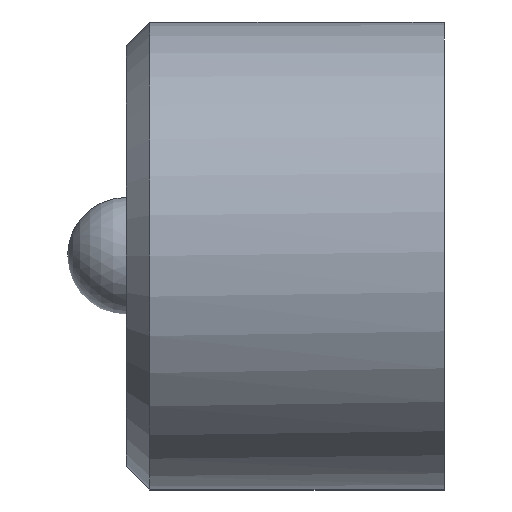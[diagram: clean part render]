
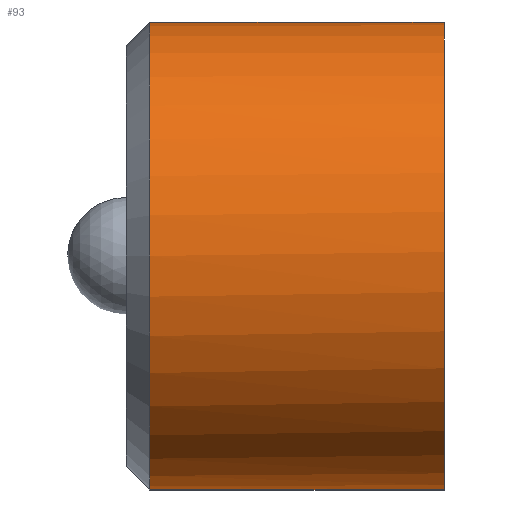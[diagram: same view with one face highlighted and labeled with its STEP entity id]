
A CAD part, front view. The second image highlights one B-rep face of the part: STEP entity #93.
In plain terms, the highlighted cylindrical face has radius 5 mm (diameter 10 mm), a full revolution.
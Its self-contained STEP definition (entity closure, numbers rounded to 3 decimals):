
#27=CARTESIAN_POINT('',(-23.05,13.08,-6.25));
#28=DIRECTION('',(-1.,0.,0.));
#29=DIRECTION('',(0.,0.,1.));
#30=AXIS2_PLACEMENT_3D('',#27,#28,#29);
#31=CYLINDRICAL_SURFACE('',#30,5.);
#32=CARTESIAN_POINT('',(-29.35,13.08,-1.25));
#33=VERTEX_POINT('',#32);
#34=CARTESIAN_POINT('',(-24.65,13.08,-1.25));
#35=VERTEX_POINT('',#34);
#36=CARTESIAN_POINT('',(-29.35,13.08,-1.25));
#37=DIRECTION('',(1.,-0.,-0.));
#38=VECTOR('',#37,4.7);
#39=LINE('',#36,#38);
#40=EDGE_CURVE('',#33,#35,#39,.T.);
#41=ORIENTED_EDGE('',*,*,#40,.T.);
#42=CARTESIAN_POINT('',(-24.65,17.545,-4.));
#43=VERTEX_POINT('',#42);
#44=CARTESIAN_POINT('',(-24.65,13.08,-6.25));
#45=DIRECTION('',(-1.,0.,0.));
#46=DIRECTION('',(-0.,0.,-1.));
#47=AXIS2_PLACEMENT_3D('',#44,#45,#46);
#48=CIRCLE('',#47,5.);
#49=EDGE_CURVE('',#35,#43,#48,.T.);
#50=ORIENTED_EDGE('',*,*,#49,.T.);
#51=CARTESIAN_POINT('',(-23.05,17.545,-4.));
#52=VERTEX_POINT('',#51);
#53=CARTESIAN_POINT('',(-24.65,17.545,-4.));
#54=DIRECTION('',(1.,0.,-0.));
#55=VECTOR('',#54,1.6);
#56=LINE('',#53,#55);
#57=EDGE_CURVE('',#43,#52,#56,.T.);
#58=ORIENTED_EDGE('',*,*,#57,.T.);
#59=CARTESIAN_POINT('',(-23.05,13.08,-1.25));
#60=VERTEX_POINT('',#59);
#61=CARTESIAN_POINT('',(-23.05,13.08,-6.25));
#62=DIRECTION('',(-1.,0.,0.));
#63=DIRECTION('',(0.,0.,1.));
#64=AXIS2_PLACEMENT_3D('',#61,#62,#63);
#65=CIRCLE('',#64,5.);
#66=EDGE_CURVE('',#52,#60,#65,.T.);
#67=ORIENTED_EDGE('',*,*,#66,.T.);
#68=CARTESIAN_POINT('',(-24.65,13.08,-1.25));
#69=DIRECTION('',(1.,0.,-0.));
#70=VECTOR('',#69,1.6);
#71=LINE('',#68,#70);
#72=EDGE_CURVE('',#35,#60,#71,.T.);
#73=ORIENTED_EDGE('',*,*,#72,.F.);
#74=ORIENTED_EDGE('',*,*,#40,.F.);
#75=CARTESIAN_POINT('',(-29.35,13.08,-11.25));
#76=VERTEX_POINT('',#75);
#77=CARTESIAN_POINT('',(-29.35,13.08,-6.25));
#78=DIRECTION('',(1.,-0.,-0.));
#79=DIRECTION('',(0.,0.,1.));
#80=AXIS2_PLACEMENT_3D('',#77,#78,#79);
#81=CIRCLE('',#80,5.);
#82=EDGE_CURVE('',#33,#76,#81,.T.);
#83=ORIENTED_EDGE('',*,*,#82,.T.);
#84=CARTESIAN_POINT('',(-29.35,13.08,-6.25));
#85=DIRECTION('',(1.,-0.,-0.));
#86=DIRECTION('',(0.,0.,1.));
#87=AXIS2_PLACEMENT_3D('',#84,#85,#86);
#88=CIRCLE('',#87,5.);
#89=EDGE_CURVE('',#76,#33,#88,.T.);
#90=ORIENTED_EDGE('',*,*,#89,.T.);
#91=EDGE_LOOP('',(#41,#50,#58,#67,#73,#74,#83,#90));
#92=FACE_BOUND('',#91,.T.);
#93=ADVANCED_FACE('',(#92),#31,.T.);
